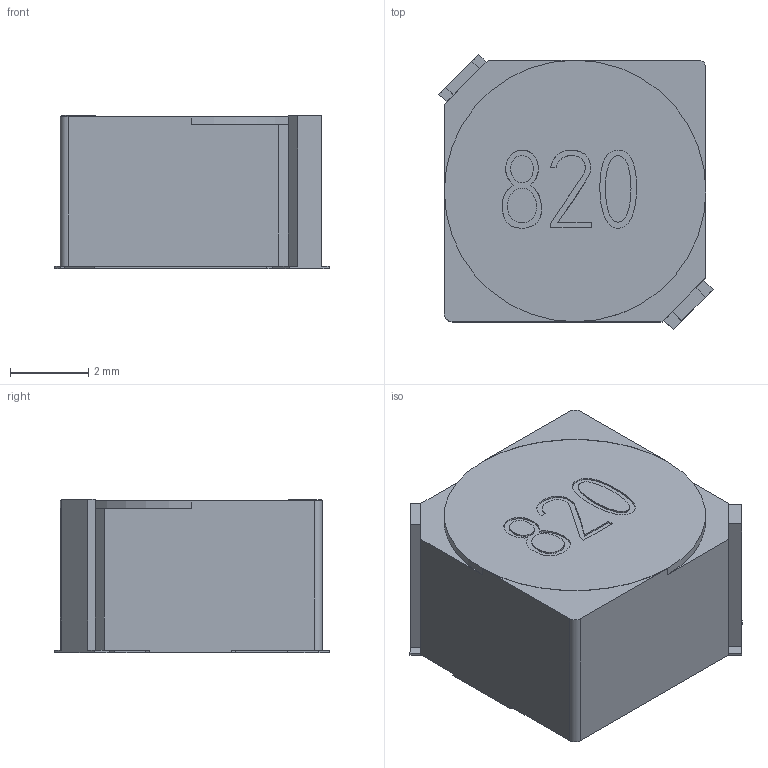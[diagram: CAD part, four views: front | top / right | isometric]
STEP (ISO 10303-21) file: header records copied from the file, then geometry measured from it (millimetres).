
FILE_DESCRIPTION(/* description */ ('Unknown'),/* implementation_level */ '2;1');
FILE_NAME(/* name */ 'HA66-640',/* time_stamp */ '2021-11-16T10:55:01+08:00',/* author */ ('Unknown'),/* organization */ ('Unknown'),/* preprocessor_version */ 'ST-DEVELOPER v16.7',/* originating_system */ 'Solid Edge',/* authorisation */ 'Unknown');
FILE_SCHEMA (('AUTOMOTIVE_DESIGN {1 0 10303 214 3 1 1}'));
Length unit declared in the file: millimetre
Products named in the file (1): HA66-640
Bounding box: 7.02 x 7.04 x 3.92 mm (x, y, z)
Volume: 170.2 mm3; surface area: 194.2 mm2
Topology: 1 solids, 1 shells, 90 faces, 228 edges, 146 vertices
Faces by surface type: plane 68, cylinder 12, bspline 10
Entity records: 3711 total; most frequent: CARTESIAN_POINT 965, ORIENTED_EDGE 448, DIRECTION 384, EDGE_CURVE 224, LINE 174, VECTOR 174, VERTEX_POINT 146, AXIS2_PLACEMENT_3D 105
